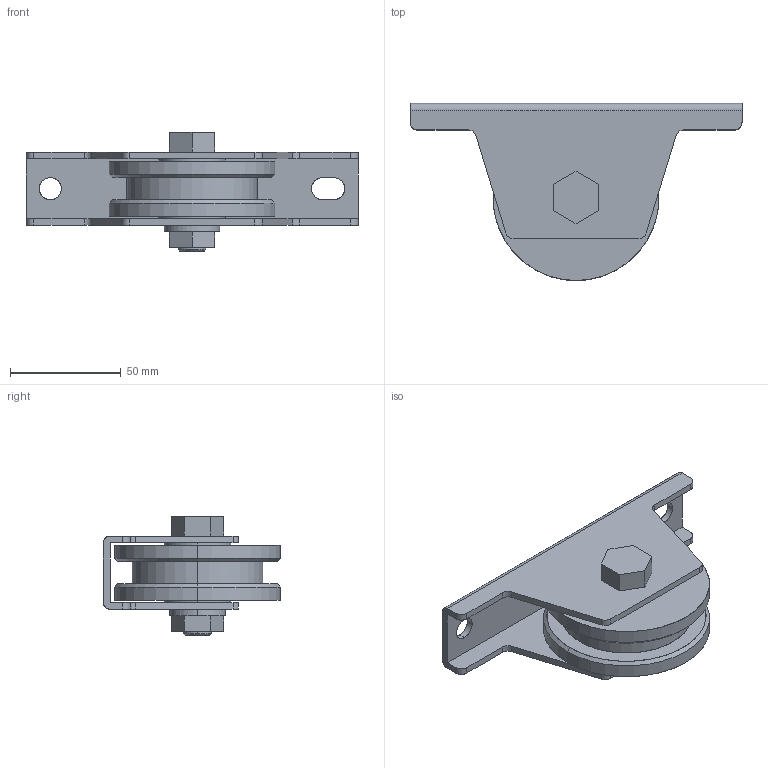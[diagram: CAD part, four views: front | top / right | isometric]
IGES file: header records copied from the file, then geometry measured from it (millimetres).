
Start section: SolidWorks IGES file using analytic representation for surfaces
Global section: file name: K-1020-75.IGS,15; native system: HSolidWorks 2007; preprocessor: SolidWorks 2007; author: 11sw; date: 090810.114704; units: millimetre
Bounding box: 150 x 80 x 54 mm (x, y, z)
Surface area: 47350.6 mm2 (no closed solid volume)
Topology: 0 solids, 0 shells, 78 faces, 1388 edges, 1388 vertices
Faces by surface type: bspline 40, revolution 38
